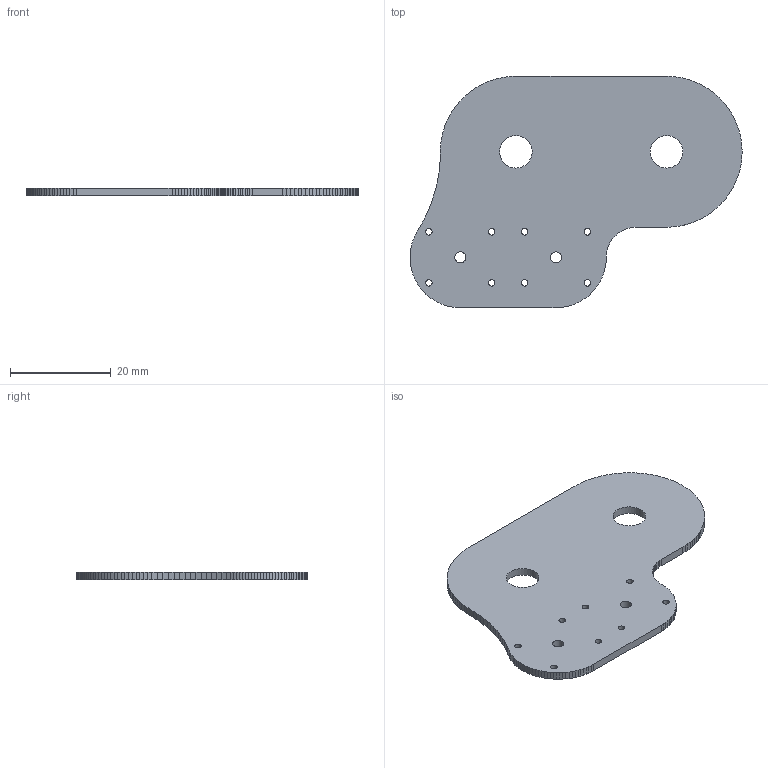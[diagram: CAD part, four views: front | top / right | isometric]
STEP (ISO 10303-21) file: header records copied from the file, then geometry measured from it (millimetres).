
FILE_DESCRIPTION(('KiCad electronic assembly'),'2;1');
FILE_NAME('Siglent Load Adapter.step','2023-07-20T14:55:14',('Pcbnew'),( 'Kicad'),'Open CASCADE STEP processor 7.6','KiCad to STEP converter' ,'Unknown');
FILE_SCHEMA(('AUTOMOTIVE_DESIGN { 1 0 10303 214 1 1 1 1 }'));
Length unit declared in the file: millimetre
Products named in the file (2): Siglent Load Adapter 1; Siglent Load Adapter PCB
Assembly tree (1 placements, depth 2):
  Siglent Load Adapter 1
    Siglent Load Adapter PCB
Bounding box: 66.05 x 46 x 1.58 mm (x, y, z)
Volume: 3438 mm3; surface area: 4788.1 mm2
Topology: 1 solids, 1 shells, 201 faces, 597 edges, 398 vertices
Faces by surface type: plane 189, cylinder 12
Full cylindrical faces by diameter (mm): 1.3 x8, 2.2 x2, 6.5 x2
Entity records: 14543 total; most frequent: CARTESIAN_POINT 2536, DIRECTION 2197, LINE 1743, VECTOR 1743, ORIENTED_EDGE 1194, PCURVE 1194, DEFINITIONAL_REPRESENTATION 1194, EDGE_CURVE 597
